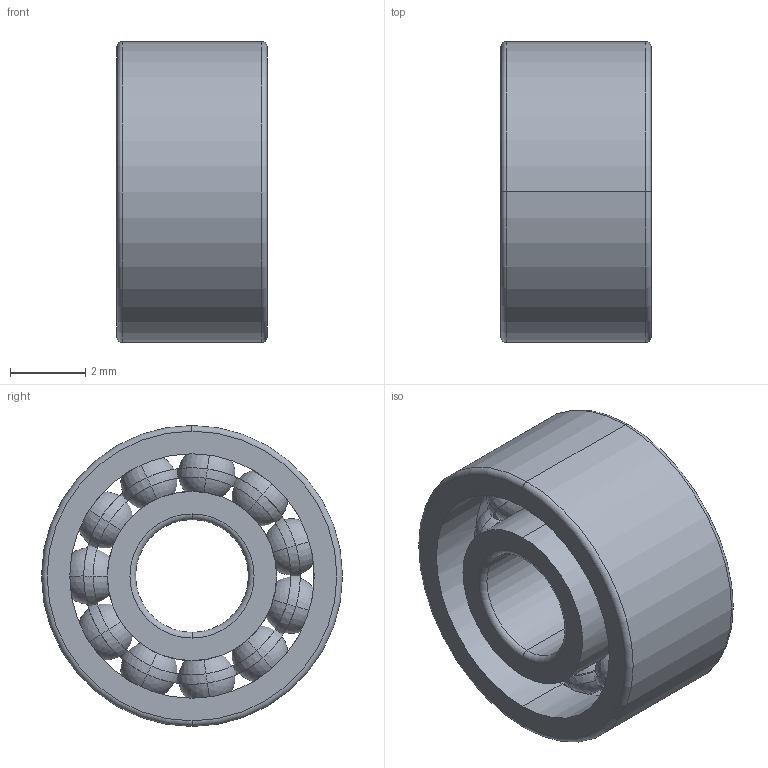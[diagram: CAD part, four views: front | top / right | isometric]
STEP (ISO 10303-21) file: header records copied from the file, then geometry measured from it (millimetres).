
FILE_DESCRIPTION (( 'STEP AP214' ), '1' );
FILE_NAME ('instrument ball bearing_68_iso.STEP', '2013-06-10T23:10:18', ( 'Arve' ), ( '' ), 'SwSTEP 2.0', 'SolidWorks 2013', '' );
FILE_SCHEMA (( 'AUTOMOTIVE_DESIGN' ));
Length unit declared in the file: millimetre
Products named in the file (1): instrument ball bearing_68_iso
Bounding box: 4 x 8 x 8 mm (x, y, z)
Volume: 117.9 mm3; surface area: 391.4 mm2
Topology: 1 solids, 1 shells, 152 faces, 531 edges, 357 vertices
Faces by surface type: sphere 88, torus 44, cylinder 16, plane 4
Entity records: 7046 total; most frequent: CARTESIAN_POINT 2747, ORIENTED_EDGE 1062, DIRECTION 744, EDGE_CURVE 531, AXIS2_PLACEMENT_3D 362, VERTEX_POINT 357, B_SPLINE_CURVE_WITH_KNOTS 302, CIRCLE 209
